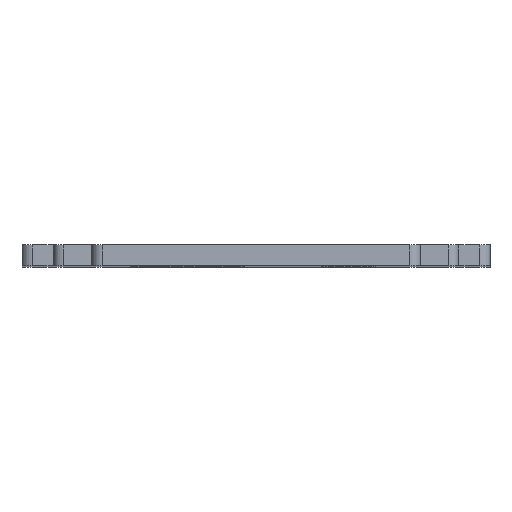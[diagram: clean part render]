
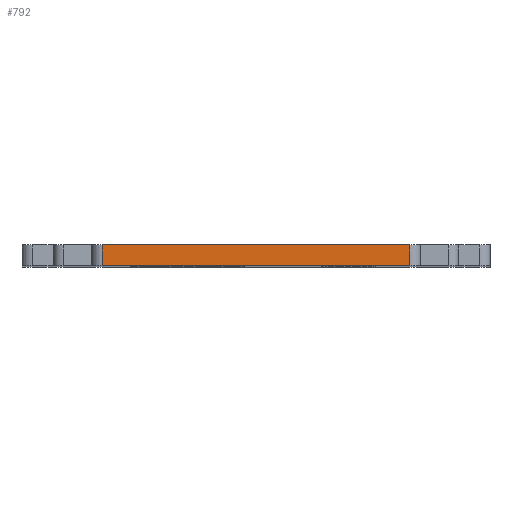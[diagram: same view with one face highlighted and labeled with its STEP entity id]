
A CAD part, top view. The second image highlights one B-rep face of the part: STEP entity #792.
In plain terms, the highlighted planar face has unit normal (0, 0, 1).
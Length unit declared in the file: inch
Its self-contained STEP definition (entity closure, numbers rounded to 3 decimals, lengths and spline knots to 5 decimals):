
#12 = LINE ( 'NONE', #942, #1195 ) ;
#105 = VERTEX_POINT ( 'NONE', #1191 ) ;
#110 = CARTESIAN_POINT ( 'NONE',  ( 0.73685, 0.1, 2.185 ) ) ;
#144 = CARTESIAN_POINT ( 'NONE',  ( -0.73685, 0.1, 2.185 ) ) ;
#298 = LINE ( 'NONE', #110, #347 ) ;
#347 = VECTOR ( 'NONE', #1306, 39.37008 ) ;
#380 = CARTESIAN_POINT ( 'NONE',  ( -0.73685, 0., 2.185 ) ) ;
#446 = LINE ( 'NONE', #1062, #466 ) ;
#466 = VECTOR ( 'NONE', #1386, 39.37008 ) ;
#481 = ORIENTED_EDGE ( 'NONE', *, *, #778, .F. ) ;
#508 = EDGE_CURVE ( 'NONE', #793, #105, #298, .T. ) ;
#510 = CARTESIAN_POINT ( 'NONE',  ( 0.73685, 0., 2.185 ) ) ;
#610 = ORIENTED_EDGE ( 'NONE', *, *, #976, .T. ) ;
#616 = DIRECTION ( 'NONE',  ( 1., 0., 0. ) ) ;
#622 = VECTOR ( 'NONE', #1082, 39.37008 ) ;
#624 = FACE_OUTER_BOUND ( 'NONE', #857, .T. ) ;
#727 = PLANE ( 'NONE',  #1353 ) ;
#730 = CARTESIAN_POINT ( 'NONE',  ( -0.73685, 0.1, 2.185 ) ) ;
#742 = CARTESIAN_POINT ( 'NONE',  ( -1.1215, 0.1, 2.185 ) ) ;
#778 = EDGE_CURVE ( 'NONE', #793, #1267, #446, .T. ) ;
#788 = ORIENTED_EDGE ( 'NONE', *, *, #1260, .T. ) ;
#792 = ADVANCED_FACE ( 'NONE', ( #624 ), #727, .T. ) ;
#793 = VERTEX_POINT ( 'NONE', #510 ) ;
#800 = VERTEX_POINT ( 'NONE', #144 ) ;
#845 = LINE ( 'NONE', #730, #622 ) ;
#857 = EDGE_LOOP ( 'NONE', ( #788, #610, #481, #1170 ) ) ;
#942 = CARTESIAN_POINT ( 'NONE',  ( -1.1215, 0.1, 2.185 ) ) ;
#976 = EDGE_CURVE ( 'NONE', #800, #1267, #845, .T. ) ;
#1056 = DIRECTION ( 'NONE',  ( 0., 0., 1. ) ) ;
#1062 = CARTESIAN_POINT ( 'NONE',  ( -1.1215, 0., 2.185 ) ) ;
#1082 = DIRECTION ( 'NONE',  ( 0., -1., 0. ) ) ;
#1170 = ORIENTED_EDGE ( 'NONE', *, *, #508, .T. ) ;
#1191 = CARTESIAN_POINT ( 'NONE',  ( 0.73685, 0.1, 2.185 ) ) ;
#1195 = VECTOR ( 'NONE', #1379, 39.37008 ) ;
#1260 = EDGE_CURVE ( 'NONE', #105, #800, #12, .T. ) ;
#1267 = VERTEX_POINT ( 'NONE', #380 ) ;
#1306 = DIRECTION ( 'NONE',  ( 0., 1., 0. ) ) ;
#1353 = AXIS2_PLACEMENT_3D ( 'NONE', #742, #1056, #616 ) ;
#1379 = DIRECTION ( 'NONE',  ( -1., 0., 0. ) ) ;
#1386 = DIRECTION ( 'NONE',  ( -1., 0., 0. ) ) ;
